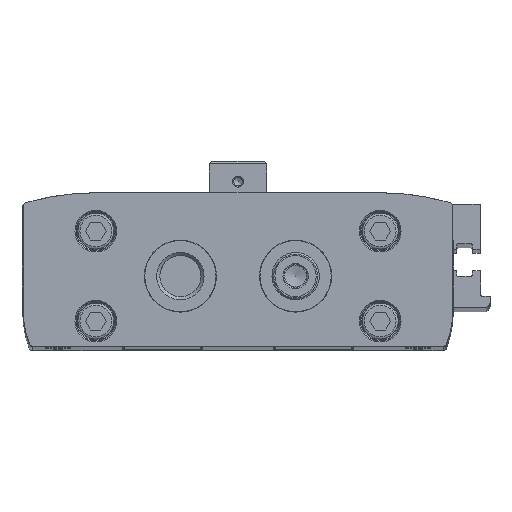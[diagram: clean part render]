
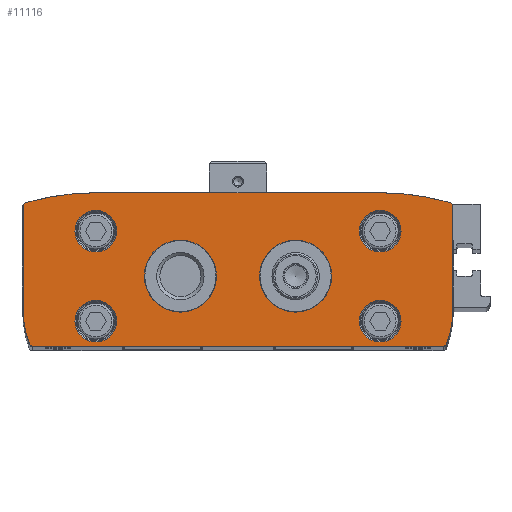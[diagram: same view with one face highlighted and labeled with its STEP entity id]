
A CAD part, top view. The second image highlights one B-rep face of the part: STEP entity #11116.
In plain terms, the highlighted planar face has unit normal (0, 0, 1).
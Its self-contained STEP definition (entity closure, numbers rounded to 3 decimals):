
#774=LINE('',#17959,#1652);
#775=LINE('',#17966,#1653);
#776=LINE('',#17972,#1654);
#777=LINE('',#17975,#1655);
#1652=VECTOR('',#14271,1000.);
#1653=VECTOR('',#14276,1000.);
#1654=VECTOR('',#14281,1000.);
#1655=VECTOR('',#14284,1000.);
#3098=ORIENTED_EDGE('',*,*,#5780,.F.);
#3099=ORIENTED_EDGE('',*,*,#5781,.F.);
#3100=ORIENTED_EDGE('',*,*,#5782,.F.);
#3101=ORIENTED_EDGE('',*,*,#5783,.F.);
#3102=ORIENTED_EDGE('',*,*,#5784,.F.);
#3103=ORIENTED_EDGE('',*,*,#5785,.F.);
#3104=ORIENTED_EDGE('',*,*,#5786,.T.);
#3105=ORIENTED_EDGE('',*,*,#5787,.T.);
#3106=ORIENTED_EDGE('',*,*,#5788,.T.);
#3107=ORIENTED_EDGE('',*,*,#5789,.T.);
#3108=ORIENTED_EDGE('',*,*,#5790,.T.);
#3109=ORIENTED_EDGE('',*,*,#5791,.T.);
#3110=ORIENTED_EDGE('',*,*,#5792,.T.);
#3111=ORIENTED_EDGE('',*,*,#5793,.T.);
#3112=ORIENTED_EDGE('',*,*,#5373,.T.);
#3113=ORIENTED_EDGE('',*,*,#5794,.T.);
#3114=ORIENTED_EDGE('',*,*,#5355,.T.);
#3115=ORIENTED_EDGE('',*,*,#5795,.T.);
#5355=EDGE_CURVE('',#6864,#6867,#7923,.T.);
#5373=EDGE_CURVE('',#6882,#6885,#7929,.T.);
#5780=EDGE_CURVE('',#7170,#7170,#8088,.T.);
#5781=EDGE_CURVE('',#7171,#7171,#8089,.T.);
#5782=EDGE_CURVE('',#7172,#7172,#8090,.T.);
#5783=EDGE_CURVE('',#7173,#7173,#8091,.T.);
#5784=EDGE_CURVE('',#7174,#7174,#8092,.T.);
#5785=EDGE_CURVE('',#7175,#7175,#8093,.T.);
#5786=EDGE_CURVE('',#7176,#7177,#774,.T.);
#5787=EDGE_CURVE('',#7177,#7178,#8094,.T.);
#5788=EDGE_CURVE('',#7178,#7179,#8095,.T.);
#5789=EDGE_CURVE('',#7179,#7180,#775,.T.);
#5790=EDGE_CURVE('',#7180,#7181,#8096,.T.);
#5791=EDGE_CURVE('',#7181,#7182,#8097,.T.);
#5792=EDGE_CURVE('',#7182,#7183,#776,.T.);
#5793=EDGE_CURVE('',#7183,#6882,#8098,.T.);
#5794=EDGE_CURVE('',#6885,#6864,#777,.T.);
#5795=EDGE_CURVE('',#6867,#7176,#8099,.T.);
#6864=VERTEX_POINT('',#17033);
#6867=VERTEX_POINT('',#17038);
#6882=VERTEX_POINT('',#17114);
#6885=VERTEX_POINT('',#17119);
#7170=VERTEX_POINT('',#17948);
#7171=VERTEX_POINT('',#17950);
#7172=VERTEX_POINT('',#17952);
#7173=VERTEX_POINT('',#17954);
#7174=VERTEX_POINT('',#17956);
#7175=VERTEX_POINT('',#17958);
#7176=VERTEX_POINT('',#17960);
#7177=VERTEX_POINT('',#17961);
#7178=VERTEX_POINT('',#17963);
#7179=VERTEX_POINT('',#17965);
#7180=VERTEX_POINT('',#17967);
#7181=VERTEX_POINT('',#17969);
#7182=VERTEX_POINT('',#17971);
#7183=VERTEX_POINT('',#17973);
#7923=CIRCLE('',#11968,75.);
#7929=CIRCLE('',#11977,75.);
#8088=CIRCLE('',#12258,5.8);
#8089=CIRCLE('',#12259,5.8);
#8090=CIRCLE('',#12260,5.8);
#8091=CIRCLE('',#12261,5.8);
#8092=CIRCLE('',#12262,10.);
#8093=CIRCLE('',#12263,10.);
#8094=CIRCLE('',#12264,28.);
#8095=CIRCLE('',#12265,1.);
#8096=CIRCLE('',#12266,1.);
#8097=CIRCLE('',#12267,28.);
#8098=CIRCLE('',#12268,1.);
#8099=CIRCLE('',#12269,1.);
#8687=EDGE_LOOP('',(#3098));
#8688=EDGE_LOOP('',(#3099));
#8689=EDGE_LOOP('',(#3100));
#8690=EDGE_LOOP('',(#3101));
#8691=EDGE_LOOP('',(#3102));
#8692=EDGE_LOOP('',(#3103));
#8693=EDGE_LOOP('',(#3104,#3105,#3106,#3107,#3108,#3109,#3110,#3111,#3112,
#3113,#3114,#3115));
#9745=FACE_BOUND('',#8687,.T.);
#9746=FACE_BOUND('',#8688,.T.);
#9747=FACE_BOUND('',#8689,.T.);
#9748=FACE_BOUND('',#8690,.T.);
#9749=FACE_BOUND('',#8691,.T.);
#9750=FACE_BOUND('',#8692,.T.);
#9751=FACE_BOUND('',#8693,.T.);
#10696=PLANE('',#12257);
#11116=ADVANCED_FACE('',(#9745,#9746,#9747,#9748,#9749,#9750,#9751),#10696,
 .T.);
#11968=AXIS2_PLACEMENT_3D('',#17039,#13427,#13428);
#11977=AXIS2_PLACEMENT_3D('',#17120,#13451,#13452);
#12257=AXIS2_PLACEMENT_3D('',#17946,#14257,#14258);
#12258=AXIS2_PLACEMENT_3D('',#17947,#14259,#14260);
#12259=AXIS2_PLACEMENT_3D('',#17949,#14261,#14262);
#12260=AXIS2_PLACEMENT_3D('',#17951,#14263,#14264);
#12261=AXIS2_PLACEMENT_3D('',#17953,#14265,#14266);
#12262=AXIS2_PLACEMENT_3D('',#17955,#14267,#14268);
#12263=AXIS2_PLACEMENT_3D('',#17957,#14269,#14270);
#12264=AXIS2_PLACEMENT_3D('',#17962,#14272,#14273);
#12265=AXIS2_PLACEMENT_3D('',#17964,#14274,#14275);
#12266=AXIS2_PLACEMENT_3D('',#17968,#14277,#14278);
#12267=AXIS2_PLACEMENT_3D('',#17970,#14279,#14280);
#12268=AXIS2_PLACEMENT_3D('',#17974,#14282,#14283);
#12269=AXIS2_PLACEMENT_3D('',#17976,#14285,#14286);
#13427=DIRECTION('',(0.,0.,1.));
#13428=DIRECTION('',(1.,0.,0.));
#13451=DIRECTION('',(0.,0.,1.));
#13452=DIRECTION('',(1.,0.,0.));
#14257=DIRECTION('',(0.,0.,1.));
#14258=DIRECTION('',(1.,0.,0.));
#14259=DIRECTION('',(0.,0.,1.));
#14260=DIRECTION('',(1.,0.,0.));
#14261=DIRECTION('',(0.,0.,1.));
#14262=DIRECTION('',(1.,0.,0.));
#14263=DIRECTION('',(0.,0.,1.));
#14264=DIRECTION('',(1.,0.,0.));
#14265=DIRECTION('',(0.,0.,1.));
#14266=DIRECTION('',(1.,0.,0.));
#14267=DIRECTION('',(0.,0.,1.));
#14268=DIRECTION('',(1.,0.,0.));
#14269=DIRECTION('',(0.,0.,1.));
#14270=DIRECTION('',(1.,0.,0.));
#14271=DIRECTION('',(0.,-1.,0.));
#14272=DIRECTION('',(0.,0.,1.));
#14273=DIRECTION('',(1.,0.,0.));
#14274=DIRECTION('',(0.,0.,1.));
#14275=DIRECTION('',(1.,0.,0.));
#14276=DIRECTION('',(1.,0.,0.));
#14277=DIRECTION('',(0.,0.,1.));
#14278=DIRECTION('',(1.,0.,0.));
#14279=DIRECTION('',(0.,0.,1.));
#14280=DIRECTION('',(1.,0.,0.));
#14281=DIRECTION('',(0.,1.,0.));
#14282=DIRECTION('',(0.,0.,1.));
#14283=DIRECTION('',(1.,0.,0.));
#14284=DIRECTION('',(-1.,0.,0.));
#14285=DIRECTION('',(0.,0.,1.));
#14286=DIRECTION('',(1.,0.,0.));
#17033=CARTESIAN_POINT('',(-38.7,42.7,350.));
#17038=CARTESIAN_POINT('',(-58.97,39.909,350.));
#17039=CARTESIAN_POINT('',(-38.7,-32.3,350.));
#17114=CARTESIAN_POINT('',(58.97,39.909,350.));
#17119=CARTESIAN_POINT('',(38.7,42.7,350.));
#17120=CARTESIAN_POINT('',(38.7,-32.3,350.));
#17946=CARTESIAN_POINT('',(-31.7,10.5,350.));
#17947=CARTESIAN_POINT('',(-39.5,7.,350.));
#17948=CARTESIAN_POINT('',(-33.7,7.,350.));
#17949=CARTESIAN_POINT('',(-39.5,32.,350.));
#17950=CARTESIAN_POINT('',(-33.7,32.,350.));
#17951=CARTESIAN_POINT('',(39.5,32.,350.));
#17952=CARTESIAN_POINT('',(45.3,32.,350.));
#17953=CARTESIAN_POINT('',(39.5,7.,350.));
#17954=CARTESIAN_POINT('',(45.3,7.,350.));
#17955=CARTESIAN_POINT('',(-16.,19.5,350.));
#17956=CARTESIAN_POINT('',(-6.,19.5,350.));
#17957=CARTESIAN_POINT('',(16.,19.5,350.));
#17958=CARTESIAN_POINT('',(26.,19.5,350.));
#17959=CARTESIAN_POINT('',(-59.7,38.946,350.));
#17960=CARTESIAN_POINT('',(-59.7,38.946,350.));
#17961=CARTESIAN_POINT('',(-59.7,10.5,350.));
#17962=CARTESIAN_POINT('',(-31.7,10.5,350.));
#17963=CARTESIAN_POINT('',(-57.91,0.648,350.));
#17964=CARTESIAN_POINT('',(-56.974,1.,350.));
#17965=CARTESIAN_POINT('',(-56.974,0.,350.));
#17966=CARTESIAN_POINT('',(-56.974,0.,350.));
#17967=CARTESIAN_POINT('',(56.974,0.,350.));
#17968=CARTESIAN_POINT('',(56.974,1.,350.));
#17969=CARTESIAN_POINT('',(57.91,0.648,350.));
#17970=CARTESIAN_POINT('',(31.7,10.5,350.));
#17971=CARTESIAN_POINT('',(59.7,10.5,350.));
#17972=CARTESIAN_POINT('',(59.7,10.5,350.));
#17973=CARTESIAN_POINT('',(59.7,38.946,350.));
#17974=CARTESIAN_POINT('',(58.7,38.946,350.));
#17975=CARTESIAN_POINT('',(38.7,42.7,350.));
#17976=CARTESIAN_POINT('',(-58.7,38.946,350.));
